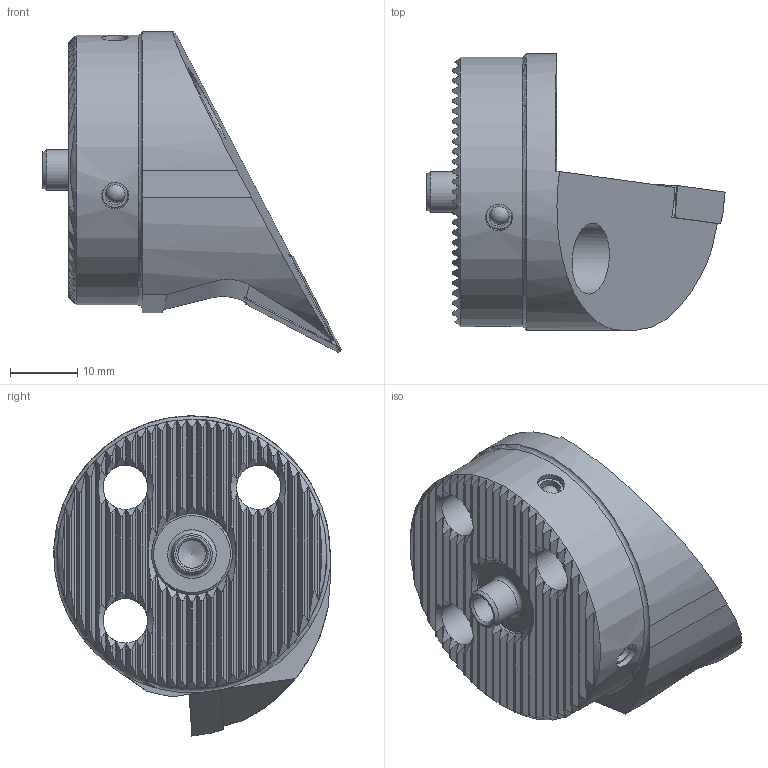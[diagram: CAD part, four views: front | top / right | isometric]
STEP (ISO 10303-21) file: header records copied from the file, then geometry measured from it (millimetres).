
FILE_DESCRIPTION (( 'STEP AP214' ), '1' );
FILE_NAME ('WK1.BVF.RPC.040.STEP', '2020-09-22T11:28:44', ( '' ), ( '' ), 'SwSTEP 2.0', 'SolidWorks 2017', '' );
FILE_SCHEMA (( 'AUTOMOTIVE_DESIGN' ));
Length unit declared in the file: millimetre
Products named in the file (7): VBMT160404; WK2-ER1.001.012_A_Fertigbearbeitung; WK1.BVF.RPC.040; WK1-BVF.RPC.040_A_Fertigbearbeitung; KVT_MB_600_040; WCB-ER2.001.009_A; WKX-ER1.004.005_A_PreviewCfg
Assembly tree (8 placements, depth 2):
  WK1.BVF.RPC.040
    WK1-BVF.RPC.040_A_Fertigbearbeitung
    KVT_MB_600_040  x2
    VBMT160404
    WCB-ER2.001.009_A
    WKX-ER1.004.005_A_PreviewCfg  x2
    WK2-ER1.001.012_A_Fertigbearbeitung
Bounding box: 44.2 x 41 x 47.5 mm (x, y, z)
Volume: 22947.7 mm3; surface area: 10596.3 mm2
Topology: 10 solids, 10 shells, 414 faces, 1123 edges, 723 vertices
Faces by surface type: plane 221, cylinder 106, cone 64, bspline 14, torus 6, sphere 3
Full cylindrical faces by diameter (mm): 1.7 x2, 3 x2, 3.3 x7, 4 x9, 4.2 x5, 4.4 x1, 5.25 x1, 6 x1, 6.1 x1, 6.6 x3, 10.5 x3, 12 x2, 40 x1
Entity records: 13847 total; most frequent: CARTESIAN_POINT 4845, ORIENTED_EDGE 1930, DIRECTION 1533, EDGE_CURVE 965, VERTEX_POINT 664, AXIS2_PLACEMENT_3D 603, EDGE_LOOP 473, FACE_OUTER_BOUND 423
